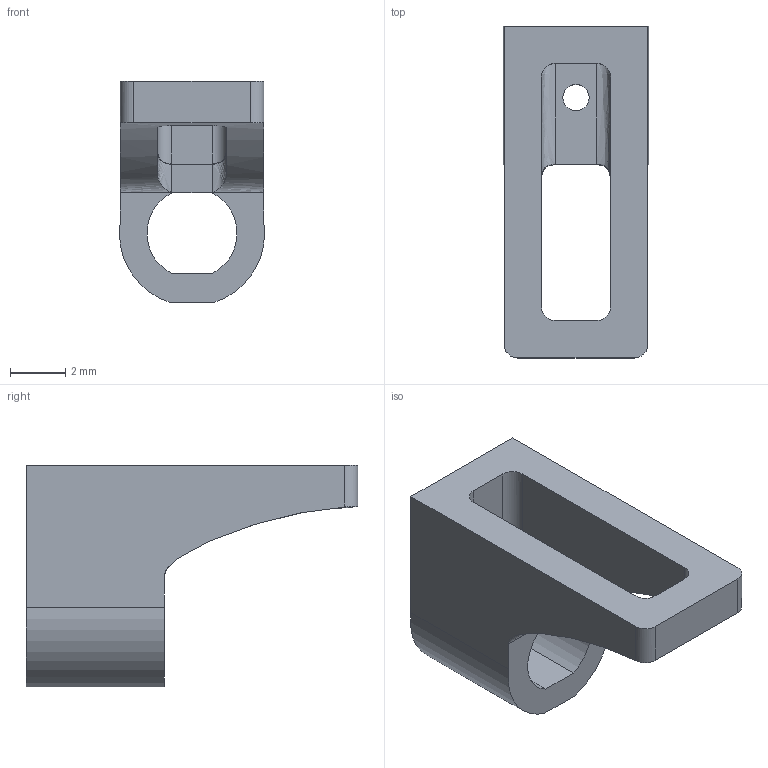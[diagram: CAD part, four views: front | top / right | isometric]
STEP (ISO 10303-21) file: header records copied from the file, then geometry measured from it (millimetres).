
FILE_DESCRIPTION(/* description */ (''),/* implementation_level */ '2;1');
FILE_NAME(/* name */ 'gripper_jaw_top v1.step',/* time_stamp */ '2024-05-10T12:55:47-04:00',/* author */ (''),/* organization */ (''),/* preprocessor_version */ 'ST-DEVELOPER v20',/* originating_system */ 'Autodesk Translation Framework v12.20.1.177',/* authorisation */ '');
FILE_SCHEMA (('AUTOMOTIVE_DESIGN { 1 0 10303 214 3 1 1 }'));
Length unit declared in the file: millimetre
Products named in the file (1): gripper_jaw_top
Bounding box: 5.25 x 12 x 8.02 mm (x, y, z)
Volume: 175.7 mm3; surface area: 362.4 mm2
Topology: 1 solids, 1 shells, 31 faces, 86 edges, 56 vertices
Faces by surface type: plane 14, cylinder 12, bspline 5
Full cylindrical faces by diameter (mm): 0.95 x2
Entity records: 1207 total; most frequent: CARTESIAN_POINT 389, ORIENTED_EDGE 172, DIRECTION 144, EDGE_CURVE 86, VERTEX_POINT 56, LINE 54, VECTOR 54, AXIS2_PLACEMENT_3D 45
